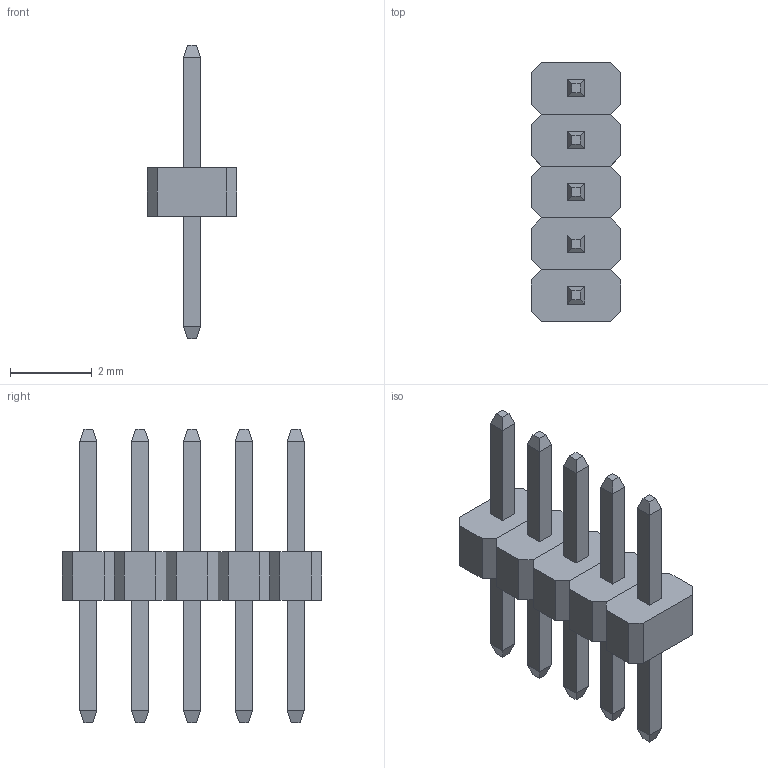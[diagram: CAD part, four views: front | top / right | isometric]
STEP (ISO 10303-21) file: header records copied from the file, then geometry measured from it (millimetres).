
FILE_DESCRIPTION(('FreeCAD Model'),'2;1');
FILE_NAME('1x05.step','2016-10-24T15:40:00',('Author'),(''), 'Open CASCADE STEP processor 6.8','FreeCAD','Unknown');
FILE_SCHEMA(('AUTOMOTIVE_DESIGN_CC2 { 1 2 10303 214 -1 1 5 4 }'));
Length unit declared in the file: millimetre
Products named in the file (2): ASSEMBLY; 1x05
Assembly tree (1 placements, depth 2):
  ASSEMBLY
    1x05
Bounding box: 2.2 x 6.35 x 7.2 mm (x, y, z)
Volume: 21.1 mm3; surface area: 133.1 mm2
Topology: 10 solids, 10 shells, 140 faces, 320 edges, 200 vertices
Faces by surface type: plane 140
Entity records: 8897 total; most frequent: CARTESIAN_POINT 1382, DIRECTION 1164, LINE 880, VECTOR 880, ORIENTED_EDGE 640, PCURVE 640, DEFINITIONAL_REPRESENTATION 640, EDGE_CURVE 320
